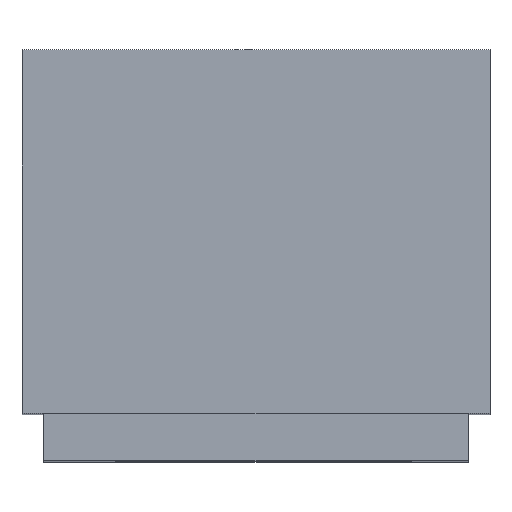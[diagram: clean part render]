
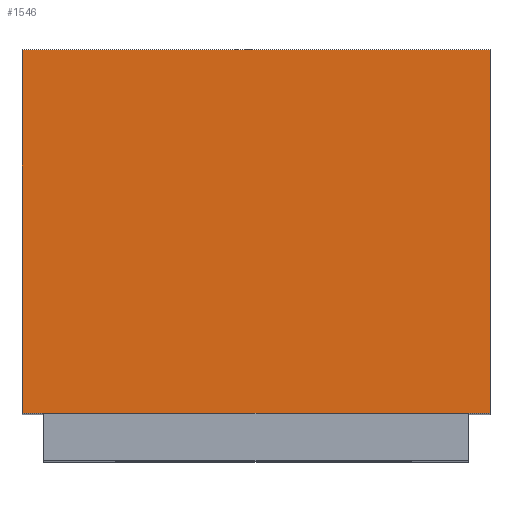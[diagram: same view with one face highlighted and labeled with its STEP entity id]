
A CAD part, top view. The second image highlights one B-rep face of the part: STEP entity #1546.
In plain terms, the highlighted planar face has unit normal (0, 0, 1).
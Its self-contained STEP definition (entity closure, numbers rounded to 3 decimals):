
#212=DIRECTION('',(0.,-1.,0.));
#213=VECTOR('',#212,84.5);
#214=CARTESIAN_POINT('',(-54.4,95.5,106.5));
#215=LINE('',#214,#213);
#260=DIRECTION('',(1.,0.,0.));
#261=VECTOR('',#260,108.8);
#262=CARTESIAN_POINT('',(-54.4,95.5,106.5));
#263=LINE('',#262,#261);
#272=DIRECTION('',(1.,0.,0.));
#273=VECTOR('',#272,108.8);
#274=CARTESIAN_POINT('',(-54.4,11.,106.5));
#275=LINE('',#274,#273);
#292=DIRECTION('',(0.,-1.,0.));
#293=VECTOR('',#292,84.5);
#294=CARTESIAN_POINT('',(54.4,95.5,106.5));
#295=LINE('',#294,#293);
#1200=CARTESIAN_POINT('',(-54.4,95.5,106.5));
#1201=CARTESIAN_POINT('',(-54.4,11.,106.5));
#1202=VERTEX_POINT('',#1200);
#1203=VERTEX_POINT('',#1201);
#1208=CARTESIAN_POINT('',(54.4,95.5,106.5));
#1209=CARTESIAN_POINT('',(54.4,11.,106.5));
#1210=VERTEX_POINT('',#1208);
#1211=VERTEX_POINT('',#1209);
#1532=CARTESIAN_POINT('',(-54.4,95.5,106.5));
#1533=DIRECTION('',(0.,0.,1.));
#1534=DIRECTION('',(0.,-1.,0.));
#1535=AXIS2_PLACEMENT_3D('',#1532,#1533,#1534);
#1536=PLANE('',#1535);
#1537=ORIENTED_EDGE('',*,*,#1501,.F.);
#1539=ORIENTED_EDGE('',*,*,#1538,.T.);
#1541=ORIENTED_EDGE('',*,*,#1540,.T.);
#1543=ORIENTED_EDGE('',*,*,#1542,.F.);
#1544=EDGE_LOOP('',(#1537,#1539,#1541,#1543));
#1545=FACE_OUTER_BOUND('',#1544,.F.);
#1501=EDGE_CURVE('',#1202,#1203,#215,.T.);
#1538=EDGE_CURVE('',#1202,#1210,#263,.T.);
#1540=EDGE_CURVE('',#1210,#1211,#295,.T.);
#1542=EDGE_CURVE('',#1203,#1211,#275,.T.);
#1546=ADVANCED_FACE('',(#1545),#1536,.T.);
